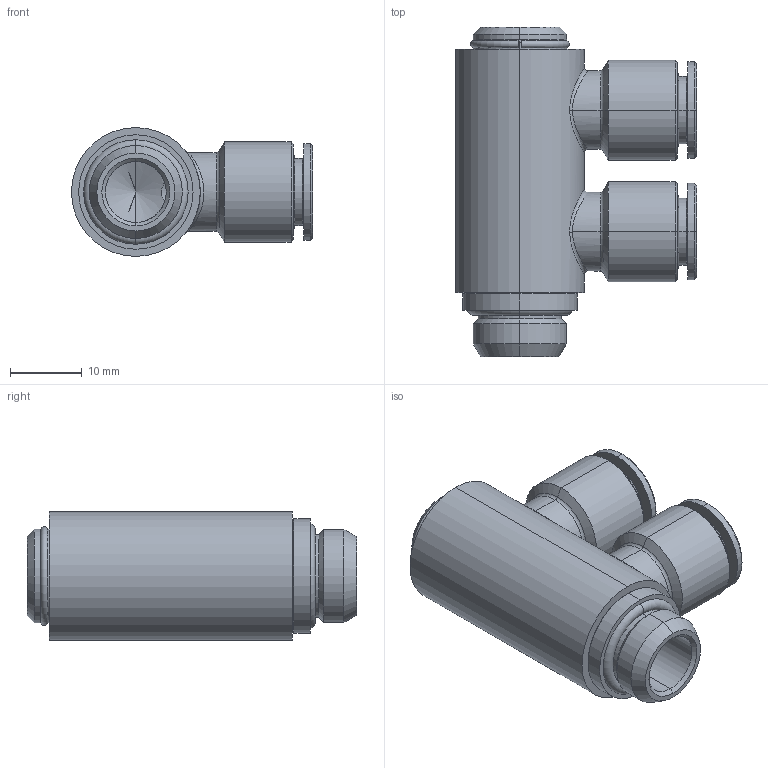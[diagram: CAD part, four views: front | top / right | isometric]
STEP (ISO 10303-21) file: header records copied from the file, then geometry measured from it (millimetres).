
FILE_DESCRIPTION (( 'STEP AP203' ), '1' );
FILE_NAME ('A0310042.STEP', '2009-04-09T13:54:03', ( '' ), ( 'sopra-pneumatic' ), 'SwSTEP 2.0', 'SolidWorks 2009', '' );
FILE_SCHEMA (( 'CONFIG_CONTROL_DESIGN' ));
Length unit declared in the file: millimetre
Products named in the file (1): A0310042
Bounding box: 33.7 x 46.1 x 18 mm (x, y, z)
Volume: 10389.8 mm3; surface area: 6698.6 mm2
Topology: 1 solids, 1 shells, 124 faces, 278 edges, 164 vertices
Faces by surface type: cone 44, cylinder 42, plane 27, torus 7, bspline 4
Entity records: 4583 total; most frequent: CARTESIAN_POINT 1725, DIRECTION 626, ORIENTED_EDGE 548, EDGE_CURVE 274, AXIS2_PLACEMENT_3D 259, VERTEX_POINT 164, EDGE_LOOP 140, CIRCLE 138
